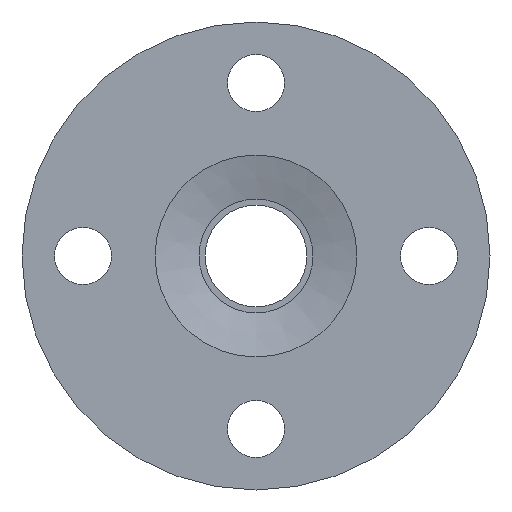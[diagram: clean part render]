
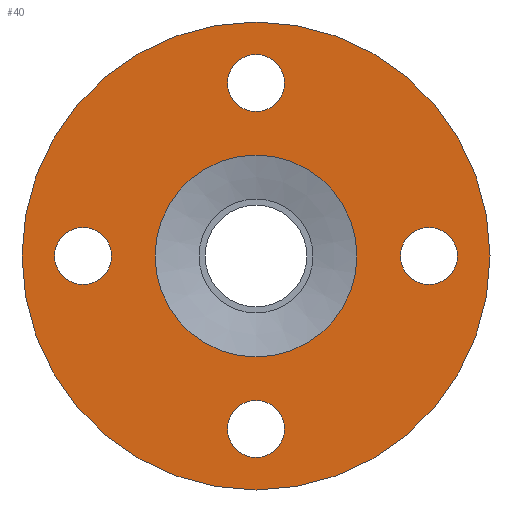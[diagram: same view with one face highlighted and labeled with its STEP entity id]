
A CAD part, left-side view. The second image highlights one B-rep face of the part: STEP entity #40.
In plain terms, the highlighted planar face has unit normal (-1, 0, 0).
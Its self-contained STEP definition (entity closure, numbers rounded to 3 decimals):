
#40 = ADVANCED_FACE( '', ( #91, #92, #93, #94, #95, #96 ), #97, .T. );
#91 = FACE_BOUND( '', #162, .T. );
#92 = FACE_BOUND( '', #163, .T. );
#93 = FACE_BOUND( '', #164, .T. );
#94 = FACE_BOUND( '', #165, .T. );
#95 = FACE_BOUND( '', #166, .T. );
#96 = FACE_OUTER_BOUND( '', #167, .T. );
#97 = PLANE( '', #168 );
#162 = EDGE_LOOP( '', ( #229 ) );
#163 = EDGE_LOOP( '', ( #230 ) );
#164 = EDGE_LOOP( '', ( #231 ) );
#165 = EDGE_LOOP( '', ( #232 ) );
#166 = EDGE_LOOP( '', ( #233 ) );
#167 = EDGE_LOOP( '', ( #234 ) );
#168 = AXIS2_PLACEMENT_3D( '', #235, #236, #237 );
#229 = ORIENTED_EDGE( '', *, *, #318, .T. );
#230 = ORIENTED_EDGE( '', *, *, #319, .T. );
#231 = ORIENTED_EDGE( '', *, *, #320, .T. );
#232 = ORIENTED_EDGE( '', *, *, #321, .T. );
#233 = ORIENTED_EDGE( '', *, *, #322, .T. );
#234 = ORIENTED_EDGE( '', *, *, #323, .F. );
#235 = CARTESIAN_POINT( '', ( 63., 57.5, 0. ) );
#236 = DIRECTION( '', ( -1., 0., 0. ) );
#237 = DIRECTION( '', ( 0., 0., 1. ) );
#318 = EDGE_CURVE( '', #356, #356, #357, .T. );
#319 = EDGE_CURVE( '', #358, #358, #359, .T. );
#320 = EDGE_CURVE( '', #360, #360, #361, .T. );
#321 = EDGE_CURVE( '', #362, #362, #363, .T. );
#322 = EDGE_CURVE( '', #364, #364, #365, .T. );
#323 = EDGE_CURVE( '', #366, #366, #367, .T. );
#356 = VERTEX_POINT( '', #406 );
#357 = CIRCLE( '', #407, 24.816 );
#358 = VERTEX_POINT( '', #408 );
#359 = CIRCLE( '', #409, 7. );
#360 = VERTEX_POINT( '', #410 );
#361 = CIRCLE( '', #411, 7. );
#362 = VERTEX_POINT( '', #412 );
#363 = CIRCLE( '', #413, 7. );
#364 = VERTEX_POINT( '', #414 );
#365 = CIRCLE( '', #415, 7. );
#366 = VERTEX_POINT( '', #416 );
#367 = CIRCLE( '', #417, 57.5 );
#406 = CARTESIAN_POINT( '', ( 63., 0., -24.816 ) );
#407 = AXIS2_PLACEMENT_3D( '', #460, #461, #462 );
#408 = CARTESIAN_POINT( '', ( 63., 42.5, -7. ) );
#409 = AXIS2_PLACEMENT_3D( '', #463, #464, #465 );
#410 = CARTESIAN_POINT( '', ( 63., 0., -49.5 ) );
#411 = AXIS2_PLACEMENT_3D( '', #466, #467, #468 );
#412 = CARTESIAN_POINT( '', ( 63., -42.5, -7. ) );
#413 = AXIS2_PLACEMENT_3D( '', #469, #470, #471 );
#414 = CARTESIAN_POINT( '', ( 63., 0., 35.5 ) );
#415 = AXIS2_PLACEMENT_3D( '', #472, #473, #474 );
#416 = CARTESIAN_POINT( '', ( 63., 0., -57.5 ) );
#417 = AXIS2_PLACEMENT_3D( '', #475, #476, #477 );
#460 = CARTESIAN_POINT( '', ( 63., 0., 0. ) );
#461 = DIRECTION( '', ( 1., 0., 0. ) );
#462 = DIRECTION( '', ( 0., 0., -1. ) );
#463 = CARTESIAN_POINT( '', ( 63., 42.5, 0. ) );
#464 = DIRECTION( '', ( 1., 0., 0. ) );
#465 = DIRECTION( '', ( 0., 0., -1. ) );
#466 = CARTESIAN_POINT( '', ( 63., 0., -42.5 ) );
#467 = DIRECTION( '', ( 1., 0., 0. ) );
#468 = DIRECTION( '', ( 0., 0., -1. ) );
#469 = CARTESIAN_POINT( '', ( 63., -42.5, 0. ) );
#470 = DIRECTION( '', ( 1., 0., 0. ) );
#471 = DIRECTION( '', ( 0., 0., -1. ) );
#472 = CARTESIAN_POINT( '', ( 63., 0., 42.5 ) );
#473 = DIRECTION( '', ( 1., 0., 0. ) );
#474 = DIRECTION( '', ( 0., 0., -1. ) );
#475 = CARTESIAN_POINT( '', ( 63., 0., 0. ) );
#476 = DIRECTION( '', ( 1., 0., 0. ) );
#477 = DIRECTION( '', ( 0., 0., -1. ) );
